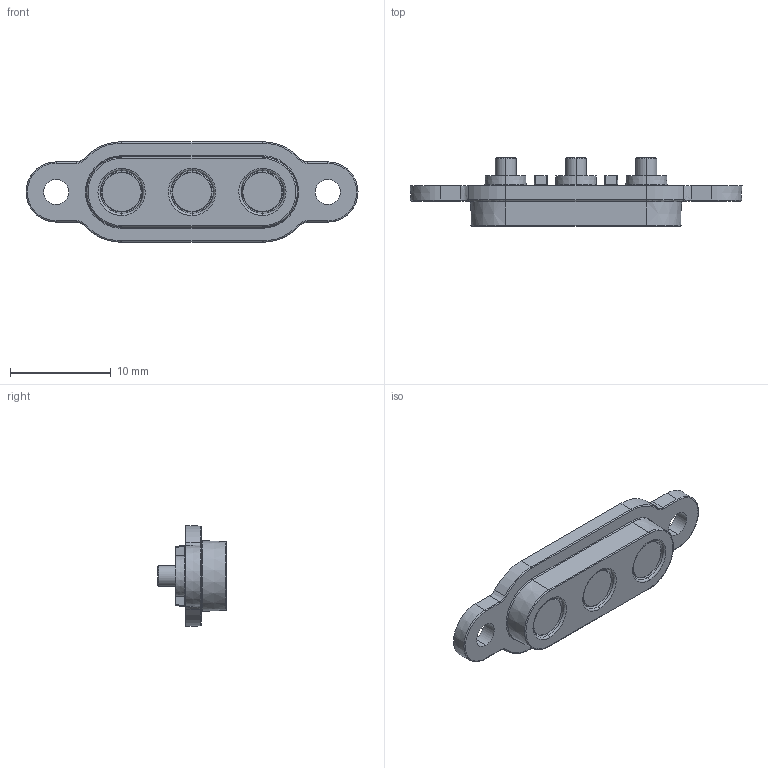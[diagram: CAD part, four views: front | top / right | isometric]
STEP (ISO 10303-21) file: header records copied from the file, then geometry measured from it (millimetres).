
FILE_DESCRIPTION (( 'STEP AP214' ), '1' );
FILE_NAME ('UEBK-30286.STEP', '2020-08-17T11:54:58', ( '' ), ( '' ), 'SwSTEP 2.0', 'SolidWorks 2020', '' );
FILE_SCHEMA (( 'AUTOMOTIVE_DESIGN' ));
Length unit declared in the file: millimetre
Products named in the file (3): UEBK-30286; UEBK-30286-Pin; UEBK-30286-Gehäuse
Assembly tree (4 placements, depth 2):
  UEBK-30286
    UEBK-30286-Gehäuse
    UEBK-30286-Pin  x3
Bounding box: 33 x 6.8 x 10 mm (x, y, z)
Volume: 771.7 mm3; surface area: 1154.7 mm2
Topology: 4 solids, 4 shells, 205 faces, 446 edges, 261 vertices
Faces by surface type: cone 68, cylinder 60, plane 39, bspline 38
Entity records: 6785 total; most frequent: CARTESIAN_POINT 1639, ORIENTED_EDGE 696, DIRECTION 688, EDGE_CURVE 348, AXIS2_PLACEMENT_3D 276, VERTEX_POINT 207, EDGE_LOOP 179, UNCERTAINTY_MEASURE_WITH_UNIT 164
